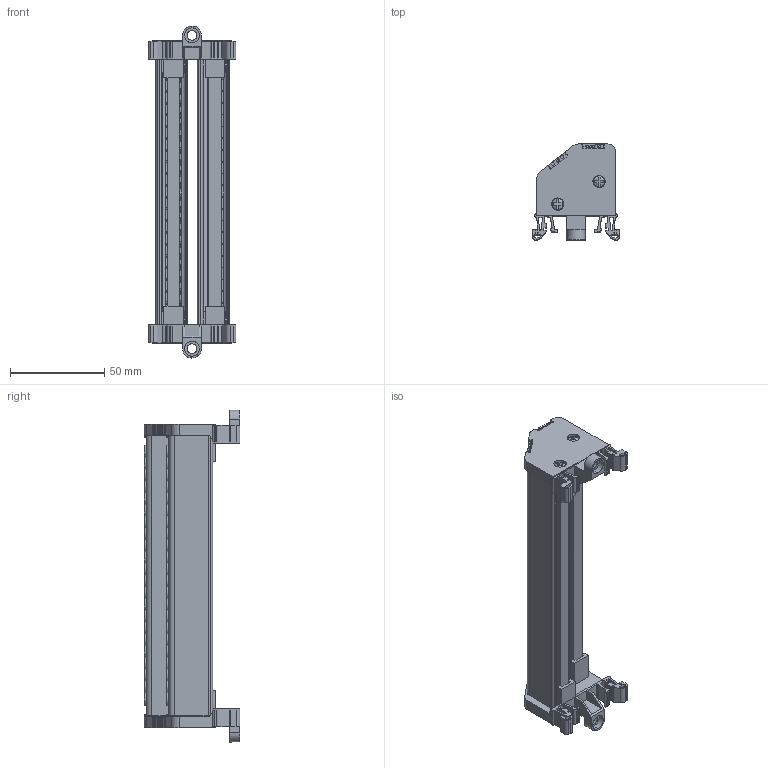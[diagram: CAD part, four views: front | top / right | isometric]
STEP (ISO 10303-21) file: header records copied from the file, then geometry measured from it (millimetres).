
FILE_DESCRIPTION (( 'STEP AP203' ), '1' );
FILE_NAME ('6,5x9 Ýki Kutuplu Daðýtýcý Ünite - 22 Delikli.STEP', '2019-01-08T11:24:29', ( '' ), ( '' ), 'SwSTEP 2.0', 'SolidWorks 2011', '' );
FILE_SCHEMA (( 'CONFIG_CONTROL_DESIGN' ));
Products named in the file (1): 6,5x9 Ýki Kutuplu Daðýtýcý Ünite - 22 Delikli
Bounding box: 46.6 x 50.84 x 176.46 mm (x, y, z)
Volume: 62359.4 mm3; surface area: 68998.4 mm2
Topology: 1 solids, 7 shells, 2849 faces, 8509 edges, 5830 vertices
Faces by surface type: plane 1294, cylinder 802, cone 619, torus 98, bspline 36
Entity records: 131494 total; most frequent: CARTESIAN_POINT 62783, ORIENTED_EDGE 17018, DIRECTION 9968, EDGE_CURVE 8509, VERTEX_POINT 5830, B_SPLINE_CURVE_WITH_KNOTS 4431, LINE 3816, VECTOR 3816
